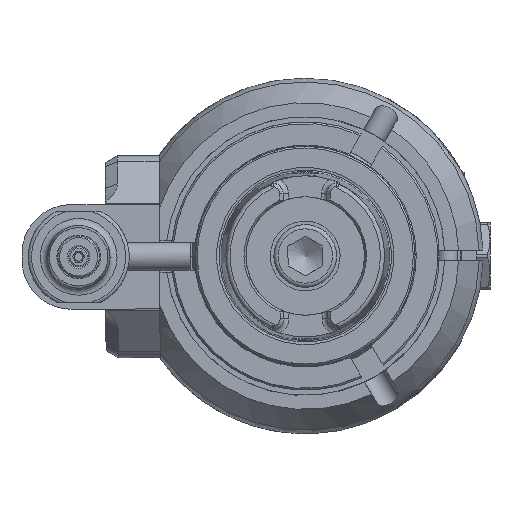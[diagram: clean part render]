
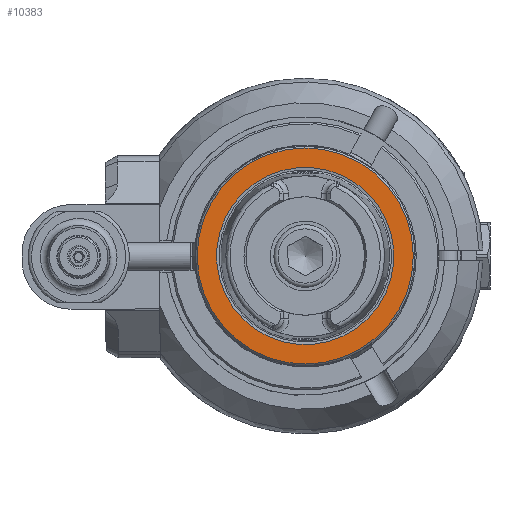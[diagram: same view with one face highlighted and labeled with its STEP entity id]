
A CAD part, left-side view. The second image highlights one B-rep face of the part: STEP entity #10383.
In plain terms, the highlighted face is planar.
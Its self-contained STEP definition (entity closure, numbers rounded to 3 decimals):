
#494=FACE_BOUND('',#3171,.T.);
#2495=FACE_OUTER_BOUND('',#3170,.T.);
#3170=EDGE_LOOP('',(#8233));
#3171=EDGE_LOOP('',(#8234));
#3771=CIRCLE('',#11538,31.);
#3772=CIRCLE('',#11540,25.419);
#4579=VERTEX_POINT('',#17738);
#4580=VERTEX_POINT('',#17742);
#5863=EDGE_CURVE('',#4579,#4579,#3771,.T.);
#5864=EDGE_CURVE('',#4580,#4580,#3772,.T.);
#8233=ORIENTED_EDGE('',*,*,#5863,.T.);
#8234=ORIENTED_EDGE('',*,*,#5864,.T.);
#9608=PLANE('',#11539);
#10383=ADVANCED_FACE('',(#2495,#494),#9608,.T.);
#11538=AXIS2_PLACEMENT_3D('',#17740,#13784,#13785);
#11539=AXIS2_PLACEMENT_3D('',#17741,#13786,#13787);
#11540=AXIS2_PLACEMENT_3D('',#17743,#13788,#13789);
#13784=DIRECTION('center_axis',(0.,0.,1.));
#13785=DIRECTION('ref_axis',(-0.707,-0.707,0.));
#13786=DIRECTION('center_axis',(0.,0.,1.));
#13787=DIRECTION('ref_axis',(1.,0.,0.));
#13788=DIRECTION('center_axis',(0.,0.,-1.));
#13789=DIRECTION('ref_axis',(-0.707,-0.707,0.));
#17738=CARTESIAN_POINT('',(31.,0.,50.995));
#17740=CARTESIAN_POINT('Origin',(0.,0.,50.995));
#17741=CARTESIAN_POINT('Origin',(-25.195,0.,50.995));
#17742=CARTESIAN_POINT('',(17.974,17.974,50.995));
#17743=CARTESIAN_POINT('Origin',(0.,0.,50.995));
